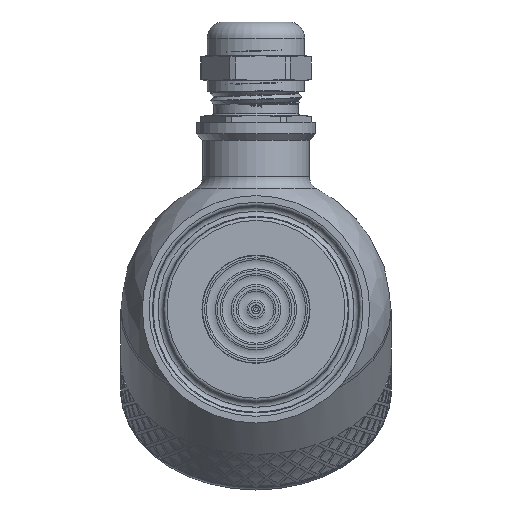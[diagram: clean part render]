
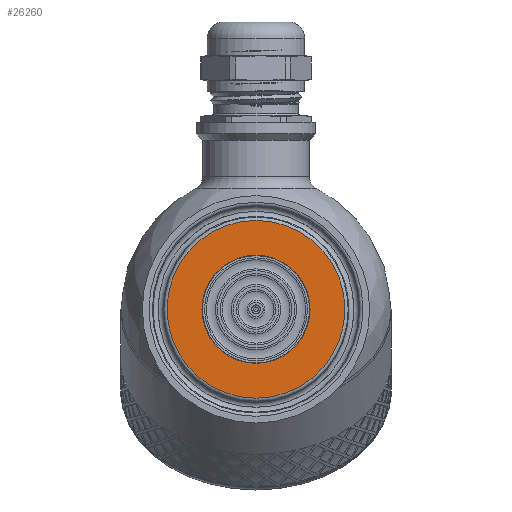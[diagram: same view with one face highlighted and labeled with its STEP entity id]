
A CAD part, left-side view. The second image highlights one B-rep face of the part: STEP entity #26260.
In plain terms, the highlighted planar face has unit normal (-1, 0, 0).
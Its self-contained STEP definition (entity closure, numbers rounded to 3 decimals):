
#1233=FACE_BOUND('',#3735,.T.);
#1647=PLANE('',#28242);
#2008=FACE_OUTER_BOUND('',#3734,.T.);
#3734=EDGE_LOOP('',(#17902));
#3735=EDGE_LOOP('',(#17903));
#5735=CIRCLE('',#28235,12.);
#5739=CIRCLE('',#28243,19.742);
#10501=VERTEX_POINT('',#38034);
#10503=VERTEX_POINT('',#38045);
#13396=EDGE_CURVE('',#10501,#10501,#5735,.T.);
#13401=EDGE_CURVE('',#10503,#10503,#5739,.T.);
#17902=ORIENTED_EDGE('',*,*,#13401,.F.);
#17903=ORIENTED_EDGE('',*,*,#13396,.T.);
#26260=ADVANCED_FACE('',(#2008,#1233),#1647,.T.);
#28235=AXIS2_PLACEMENT_3D('',#38035,#29966,#29967);
#28242=AXIS2_PLACEMENT_3D('',#38044,#29981,#29982);
#28243=AXIS2_PLACEMENT_3D('',#38046,#29983,#29984);
#29966=DIRECTION('center_axis',(1.,0.,0.));
#29967=DIRECTION('ref_axis',(0.,1.,0.));
#29981=DIRECTION('center_axis',(-1.,0.,0.));
#29982=DIRECTION('ref_axis',(0.,0.,1.));
#29983=DIRECTION('center_axis',(1.,0.,0.));
#29984=DIRECTION('ref_axis',(0.,0.,-1.));
#38034=CARTESIAN_POINT('',(0.,-12.,0.));
#38035=CARTESIAN_POINT('Origin',(0.,0.,
0.));
#38044=CARTESIAN_POINT('Origin',(0.,19.742,
0.));
#38045=CARTESIAN_POINT('',(0.,0.,19.742));
#38046=CARTESIAN_POINT('Origin',(0.,0.,0.));
